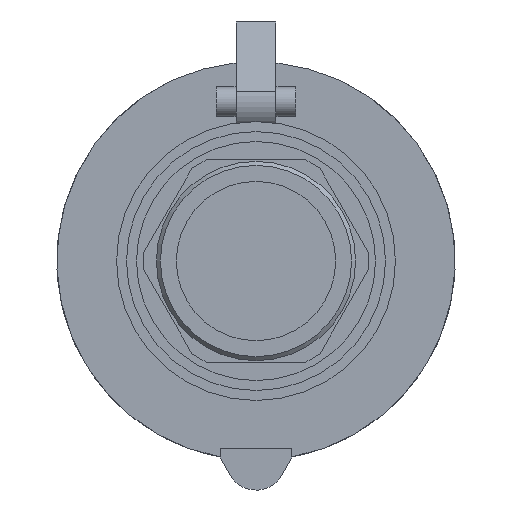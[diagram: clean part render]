
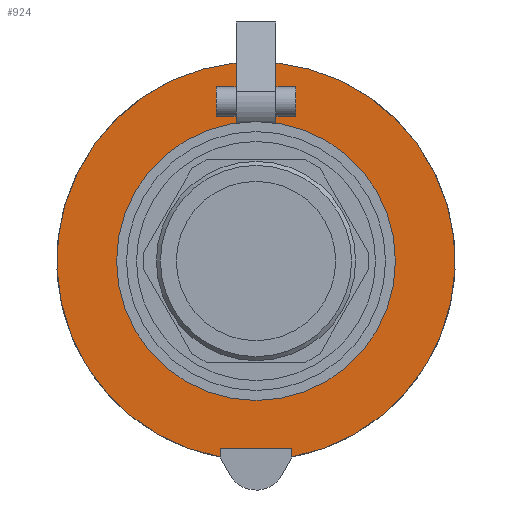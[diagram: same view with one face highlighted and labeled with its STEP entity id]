
A CAD part, front view. The second image highlights one B-rep face of the part: STEP entity #924.
In plain terms, the highlighted planar face has unit normal (0, -1, 0).
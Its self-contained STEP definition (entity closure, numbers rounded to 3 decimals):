
#28=FACE_BOUND('',#201,.T.);
#57=CIRCLE('',#980,26.441);
#58=CIRCLE('',#981,26.441);
#64=CIRCLE('',#1006,15.865);
#133=FACE_OUTER_BOUND('',#200,.T.);
#200=EDGE_LOOP('',(#787,#788,#789,#790,#791,#792,#793,#794));
#201=EDGE_LOOP('',(#795));
#238=LINE('',#1326,#321);
#241=LINE('',#1332,#324);
#244=LINE('',#1337,#327);
#254=LINE('',#1381,#337);
#262=LINE('',#1404,#345);
#272=LINE('',#1428,#355);
#321=VECTOR('',#1055,1.155);
#324=VECTOR('',#1060,9.519);
#327=VECTOR('',#1065,1.155);
#337=VECTOR('',#1115,2.512);
#345=VECTOR('',#1127,2.512);
#355=VECTOR('',#1143,5.288);
#396=VERTEX_POINT('',#1304);
#401=VERTEX_POINT('',#1314);
#404=VERTEX_POINT('',#1325);
#406=VERTEX_POINT('',#1331);
#420=VERTEX_POINT('',#1379);
#421=VERTEX_POINT('',#1380);
#430=VERTEX_POINT('',#1402);
#431=VERTEX_POINT('',#1403);
#468=VERTEX_POINT('',#1529);
#491=EDGE_CURVE('',#396,#404,#238,.T.);
#494=EDGE_CURVE('',#404,#406,#241,.T.);
#497=EDGE_CURVE('',#406,#401,#244,.T.);
#516=EDGE_CURVE('',#420,#421,#254,.T.);
#526=EDGE_CURVE('',#430,#431,#262,.T.);
#538=EDGE_CURVE('',#421,#430,#272,.T.);
#544=EDGE_CURVE('',#401,#420,#57,.T.);
#545=EDGE_CURVE('',#431,#396,#58,.T.);
#587=EDGE_CURVE('',#468,#468,#64,.T.);
#787=ORIENTED_EDGE('',*,*,#497,.T.);
#788=ORIENTED_EDGE('',*,*,#544,.T.);
#789=ORIENTED_EDGE('',*,*,#516,.T.);
#790=ORIENTED_EDGE('',*,*,#538,.T.);
#791=ORIENTED_EDGE('',*,*,#526,.T.);
#792=ORIENTED_EDGE('',*,*,#545,.T.);
#793=ORIENTED_EDGE('',*,*,#491,.T.);
#794=ORIENTED_EDGE('',*,*,#494,.T.);
#795=ORIENTED_EDGE('',*,*,#587,.F.);
#873=PLANE('',#1005);
#924=ADVANCED_FACE('',(#133,#28),#873,.T.);
#980=AXIS2_PLACEMENT_3D('',#1439,#1160,#1161);
#981=AXIS2_PLACEMENT_3D('',#1440,#1162,#1163);
#1005=AXIS2_PLACEMENT_3D('',#1528,#1246,#1247);
#1006=AXIS2_PLACEMENT_3D('',#1530,#1248,#1249);
#1055=DIRECTION('',(0.,0.,1.));
#1060=DIRECTION('',(1.,0.,0.));
#1065=DIRECTION('',(0.,0.,-1.));
#1115=DIRECTION('',(0.,0.,-1.));
#1127=DIRECTION('',(0.,0.,1.));
#1143=DIRECTION('',(-1.,0.,0.));
#1160=DIRECTION('center_axis',(0.,-1.,0.));
#1161=DIRECTION('ref_axis',(1.,0.,0.));
#1162=DIRECTION('center_axis',(0.,-1.,0.));
#1163=DIRECTION('ref_axis',(1.,0.,0.));
#1246=DIRECTION('center_axis',(0.,-1.,0.));
#1247=DIRECTION('ref_axis',(0.,0.,-1.));
#1248=DIRECTION('center_axis',(0.,-1.,0.));
#1249=DIRECTION('ref_axis',(1.,0.,0.));
#1304=CARTESIAN_POINT('',(-4.759,144.4,-26.009));
#1314=CARTESIAN_POINT('',(4.759,144.4,-26.009));
#1325=CARTESIAN_POINT('',(-4.759,144.4,-24.855));
#1326=CARTESIAN_POINT('',(-4.759,144.4,-12.427));
#1331=CARTESIAN_POINT('',(4.759,144.4,-24.855));
#1332=CARTESIAN_POINT('',(10.312,144.4,-24.855));
#1337=CARTESIAN_POINT('',(4.759,144.4,-13.005));
#1379=CARTESIAN_POINT('',(2.644,144.4,26.308));
#1380=CARTESIAN_POINT('',(2.644,144.4,23.797));
#1381=CARTESIAN_POINT('',(2.644,144.4,10.576));
#1402=CARTESIAN_POINT('',(-2.644,144.4,23.797));
#1403=CARTESIAN_POINT('',(-2.644,144.4,26.308));
#1404=CARTESIAN_POINT('',(-2.644,144.4,10.576));
#1428=CARTESIAN_POINT('',(7.932,144.4,23.797));
#1439=CARTESIAN_POINT('Origin',(0.,144.4,0.));
#1440=CARTESIAN_POINT('Origin',(0.,144.4,0.));
#1528=CARTESIAN_POINT('Origin',(15.865,144.4,0.));
#1529=CARTESIAN_POINT('',(15.865,144.4,0.));
#1530=CARTESIAN_POINT('Origin',(0.,144.4,0.));
